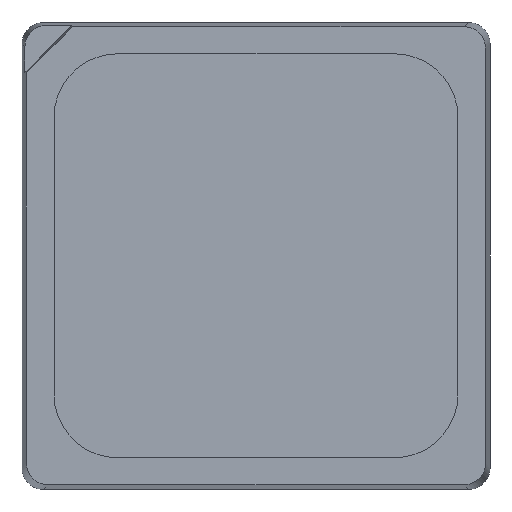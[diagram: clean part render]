
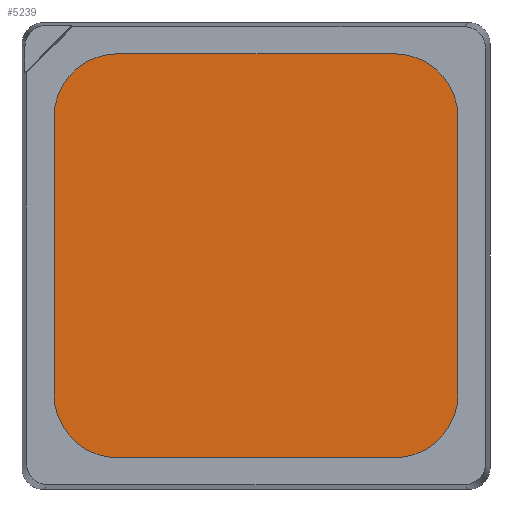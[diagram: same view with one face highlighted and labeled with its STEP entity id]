
A CAD part, top view. The second image highlights one B-rep face of the part: STEP entity #5239.
In plain terms, the highlighted planar face has unit normal (0, 0, 1).
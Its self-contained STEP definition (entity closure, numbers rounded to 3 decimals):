
#275=CIRCLE('',#5636,0.3);
#276=CIRCLE('',#5637,0.3);
#277=CIRCLE('',#5638,0.3);
#278=CIRCLE('',#5639,0.3);
#1363=ORIENTED_EDGE('',*,*,#1931,.T.);
#1364=ORIENTED_EDGE('',*,*,#1937,.T.);
#1365=ORIENTED_EDGE('',*,*,#1917,.T.);
#1366=ORIENTED_EDGE('',*,*,#1938,.T.);
#1367=ORIENTED_EDGE('',*,*,#1923,.T.);
#1368=ORIENTED_EDGE('',*,*,#1939,.T.);
#1369=ORIENTED_EDGE('',*,*,#1927,.T.);
#1370=ORIENTED_EDGE('',*,*,#1940,.T.);
#1917=EDGE_CURVE('',#2305,#2306,#2689,.T.);
#1923=EDGE_CURVE('',#2312,#2311,#2695,.T.);
#1927=EDGE_CURVE('',#2316,#2315,#2699,.T.);
#1931=EDGE_CURVE('',#2320,#2319,#2703,.T.);
#1937=EDGE_CURVE('',#2319,#2305,#275,.T.);
#1938=EDGE_CURVE('',#2306,#2312,#276,.T.);
#1939=EDGE_CURVE('',#2311,#2316,#277,.T.);
#1940=EDGE_CURVE('',#2315,#2320,#278,.T.);
#2305=VERTEX_POINT('',#8505);
#2306=VERTEX_POINT('',#8506);
#2311=VERTEX_POINT('',#8517);
#2312=VERTEX_POINT('',#8519);
#2315=VERTEX_POINT('',#8526);
#2316=VERTEX_POINT('',#8528);
#2319=VERTEX_POINT('',#8535);
#2320=VERTEX_POINT('',#8537);
#2689=LINE('',#8504,#3073);
#2695=LINE('',#8518,#3079);
#2699=LINE('',#8527,#3083);
#2703=LINE('',#8536,#3087);
#3073=VECTOR('',#6731,1000.);
#3079=VECTOR('',#6739,1000.);
#3083=VECTOR('',#6745,1000.);
#3087=VECTOR('',#6751,1000.);
#3370=EDGE_LOOP('',(#1363,#1364,#1365,#1366,#1367,#1368,#1369,#1370));
#3656=FACE_BOUND('',#3370,.T.);
#3822=PLANE('',#5635);
#5239=ADVANCED_FACE('',(#3656),#3822,.T.);
#5635=AXIS2_PLACEMENT_3D('',#8544,#6763,#6764);
#5636=AXIS2_PLACEMENT_3D('',#8545,#6765,#6766);
#5637=AXIS2_PLACEMENT_3D('',#8546,#6767,#6768);
#5638=AXIS2_PLACEMENT_3D('',#8547,#6769,#6770);
#5639=AXIS2_PLACEMENT_3D('',#8548,#6771,#6772);
#6731=DIRECTION('',(0.,-1.,0.));
#6739=DIRECTION('',(1.,0.,0.));
#6745=DIRECTION('',(0.,1.,0.));
#6751=DIRECTION('',(-1.,0.,0.));
#6763=DIRECTION('',(0.,0.,1.));
#6764=DIRECTION('',(1.,0.,0.));
#6765=DIRECTION('',(0.,0.,1.));
#6766=DIRECTION('',(1.,0.,0.));
#6767=DIRECTION('',(0.,0.,1.));
#6768=DIRECTION('',(1.,0.,0.));
#6769=DIRECTION('',(0.,0.,1.));
#6770=DIRECTION('',(1.,0.,0.));
#6771=DIRECTION('',(0.,0.,1.));
#6772=DIRECTION('',(1.,0.,0.));
#8504=CARTESIAN_POINT('',(-0.95,0.95,1.17));
#8505=CARTESIAN_POINT('',(-0.95,0.65,1.17));
#8506=CARTESIAN_POINT('',(-0.95,-0.65,1.17));
#8517=CARTESIAN_POINT('',(0.65,-0.95,1.17));
#8518=CARTESIAN_POINT('',(-0.95,-0.95,1.17));
#8519=CARTESIAN_POINT('',(-0.65,-0.95,1.17));
#8526=CARTESIAN_POINT('',(0.95,0.65,1.17));
#8527=CARTESIAN_POINT('',(0.95,-0.95,1.17));
#8528=CARTESIAN_POINT('',(0.95,-0.65,1.17));
#8535=CARTESIAN_POINT('',(-0.65,0.95,1.17));
#8536=CARTESIAN_POINT('',(0.95,0.95,1.17));
#8537=CARTESIAN_POINT('',(0.65,0.95,1.17));
#8544=CARTESIAN_POINT('',(0.,0.,1.17));
#8545=CARTESIAN_POINT('',(-0.65,0.65,1.17));
#8546=CARTESIAN_POINT('',(-0.65,-0.65,1.17));
#8547=CARTESIAN_POINT('',(0.65,-0.65,1.17));
#8548=CARTESIAN_POINT('',(0.65,0.65,1.17));
